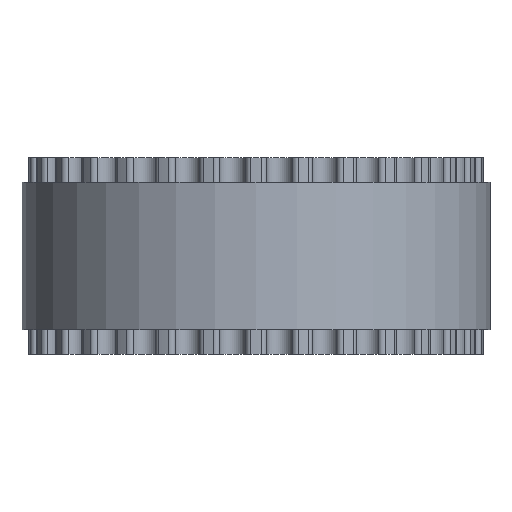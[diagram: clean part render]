
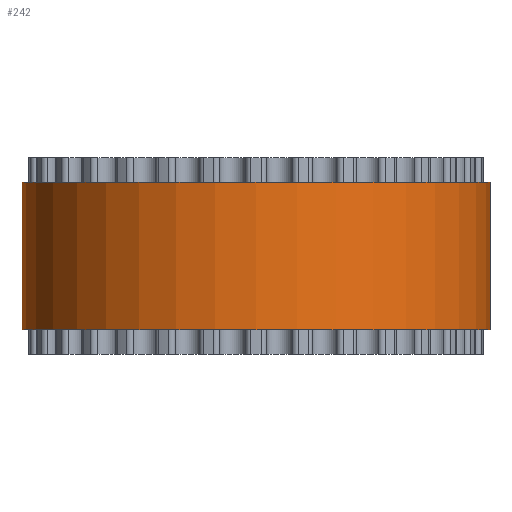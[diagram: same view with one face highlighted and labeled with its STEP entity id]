
A CAD part, front view. The second image highlights one B-rep face of the part: STEP entity #242.
In plain terms, the highlighted cylindrical face has radius 9.549 mm (diameter 19.099 mm), a full revolution.
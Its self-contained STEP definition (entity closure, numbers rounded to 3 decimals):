
#97=FACE_BOUND('',#608,.T.);
#98=FACE_BOUND('',#609,.T.);
#242=ADVANCED_FACE('',(#97,#98),#363,.T.);
#363=CYLINDRICAL_SURFACE('',#2783,9.549);
#608=EDGE_LOOP('',(#1570));
#609=EDGE_LOOP('',(#1571));
#1570=ORIENTED_EDGE('',*,*,#2174,.T.);
#1571=ORIENTED_EDGE('',*,*,#2175,.T.);
#1812=VERTEX_POINT('',#4360);
#1813=VERTEX_POINT('',#4362);
#2174=EDGE_CURVE('',#1812,#1812,#2416,.T.);
#2175=EDGE_CURVE('',#1813,#1813,#2417,.T.);
#2416=CIRCLE('',#2781,9.549);
#2417=CIRCLE('',#2782,9.549);
#2781=AXIS2_PLACEMENT_3D('',#4359,#3630,#3631);
#2782=AXIS2_PLACEMENT_3D('',#4361,#3632,#3633);
#2783=AXIS2_PLACEMENT_3D('',#4363,#3634,#3635);
#3630=DIRECTION('',(0.,0.,1.));
#3631=DIRECTION('',(1.,0.,0.));
#3632=DIRECTION('',(0.,0.,-1.));
#3633=DIRECTION('',(1.,0.,0.));
#3634=DIRECTION('',(0.,0.,1.));
#3635=DIRECTION('',(1.,0.,0.));
#4359=CARTESIAN_POINT('',(0.,0.,1.));
#4360=CARTESIAN_POINT('',(9.549,0.,1.));
#4361=CARTESIAN_POINT('',(0.,0.,7.));
#4362=CARTESIAN_POINT('',(9.549,0.,7.));
#4363=CARTESIAN_POINT('',(0.,0.,1.));
